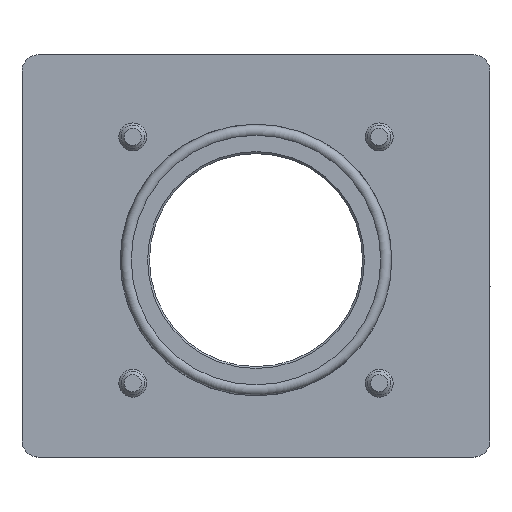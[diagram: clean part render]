
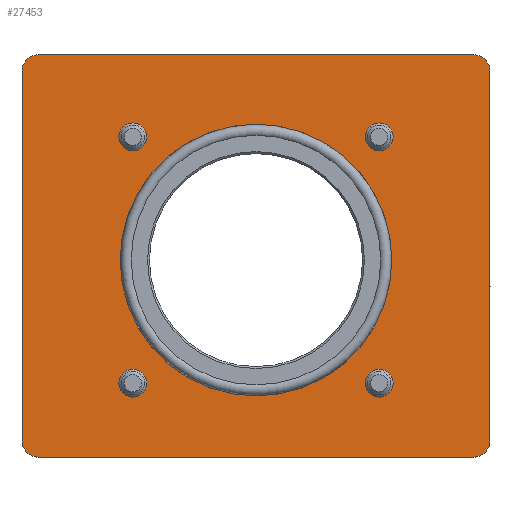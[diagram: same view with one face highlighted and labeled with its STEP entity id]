
A CAD part, top view. The second image highlights one B-rep face of the part: STEP entity #27453.
In plain terms, the highlighted planar face has unit normal (0, 0, 1).
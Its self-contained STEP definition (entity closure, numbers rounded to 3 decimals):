
#105 = FACE_BOUND ( 'NONE', #16535, .T. ) ;
#273 = DIRECTION ( 'NONE',  ( 1., 0., 0. ) ) ;
#1016 = EDGE_LOOP ( 'NONE', ( #9952 ) ) ;
#1199 = DIRECTION ( 'NONE',  ( 1., 0., 0. ) ) ;
#1324 = CIRCLE ( 'NONE', #5770, 2. ) ;
#1445 = VERTEX_POINT ( 'NONE', #9163 ) ;
#1645 = EDGE_CURVE ( 'NONE', #25604, #21357, #5573, .T. ) ;
#1785 = DIRECTION ( 'NONE',  ( 1., 0., 0. ) ) ;
#1925 = CARTESIAN_POINT ( 'NONE',  ( 15., -15., 5.5 ) ) ;
#2408 = DIRECTION ( 'NONE',  ( 1., 0., 0. ) ) ;
#2517 = PLANE ( 'NONE',  #11892 ) ;
#2678 = FACE_OUTER_BOUND ( 'NONE', #6943, .T. ) ;
#2780 = AXIS2_PLACEMENT_3D ( 'NONE', #31360, #4773, #18253 ) ;
#3240 = CARTESIAN_POINT ( 'NONE',  ( 16.7, -15., 5.5 ) ) ;
#3543 = CIRCLE ( 'NONE', #22895, 1.7 ) ;
#4067 = VECTOR ( 'NONE', #8084, 1000. ) ;
#4238 = LINE ( 'NONE', #17555, #19967 ) ;
#4595 = EDGE_CURVE ( 'NONE', #21357, #27498, #4238, .T. ) ;
#4773 = DIRECTION ( 'NONE',  ( 0., 0., 1. ) ) ;
#4972 = CARTESIAN_POINT ( 'NONE',  ( -28.5, 25., 5.5 ) ) ;
#5094 = ORIENTED_EDGE ( 'NONE', *, *, #17171, .T. ) ;
#5140 = FACE_BOUND ( 'NONE', #17355, .T. ) ;
#5297 = ORIENTED_EDGE ( 'NONE', *, *, #23850, .F. ) ;
#5342 = DIRECTION ( 'NONE',  ( 0., 0., 1. ) ) ;
#5573 = CIRCLE ( 'NONE', #31516, 2. ) ;
#5702 = VERTEX_POINT ( 'NONE', #27138 ) ;
#5770 = AXIS2_PLACEMENT_3D ( 'NONE', #8434, #32612, #8929 ) ;
#5948 = EDGE_CURVE ( 'NONE', #27498, #28662, #1324, .T. ) ;
#6090 = ORIENTED_EDGE ( 'NONE', *, *, #14141, .T. ) ;
#6137 = ORIENTED_EDGE ( 'NONE', *, *, #22432, .T. ) ;
#6448 = DIRECTION ( 'NONE',  ( 1., 0., 0. ) ) ;
#6466 = VERTEX_POINT ( 'NONE', #26635 ) ;
#6943 = EDGE_LOOP ( 'NONE', ( #24437, #21486, #8755, #9025, #5094, #10880, #28820, #20478 ) ) ;
#7780 = CIRCLE ( 'NONE', #2780, 16.55 ) ;
#8084 = DIRECTION ( 'NONE',  ( -1., 0., 0. ) ) ;
#8104 = CARTESIAN_POINT ( 'NONE',  ( 26.5, 23., 5.5 ) ) ;
#8245 = AXIS2_PLACEMENT_3D ( 'NONE', #9308, #15232, #20571 ) ;
#8434 = CARTESIAN_POINT ( 'NONE',  ( -26.5, -22., 5.5 ) ) ;
#8755 = ORIENTED_EDGE ( 'NONE', *, *, #4595, .T. ) ;
#8791 = VERTEX_POINT ( 'NONE', #3240 ) ;
#8792 = CIRCLE ( 'NONE', #9914, 2. ) ;
#8929 = DIRECTION ( 'NONE',  ( 1., 0., 0. ) ) ;
#8934 = AXIS2_PLACEMENT_3D ( 'NONE', #11267, #16799, #32850 ) ;
#9025 = ORIENTED_EDGE ( 'NONE', *, *, #5948, .T. ) ;
#9118 = VECTOR ( 'NONE', #2408, 1000. ) ;
#9163 = CARTESIAN_POINT ( 'NONE',  ( 28.5, -22., 5.5 ) ) ;
#9308 = CARTESIAN_POINT ( 'NONE',  ( -15., -15., 5.5 ) ) ;
#9359 = DIRECTION ( 'NONE',  ( 0., 1., 0. ) ) ;
#9411 = DIRECTION ( 'NONE',  ( 0., -1., 0. ) ) ;
#9467 = CARTESIAN_POINT ( 'NONE',  ( 16.55, 0., 5.5 ) ) ;
#9749 = EDGE_CURVE ( 'NONE', #6466, #17298, #8792, .T. ) ;
#9914 = AXIS2_PLACEMENT_3D ( 'NONE', #8104, #5342, #12959 ) ;
#9952 = ORIENTED_EDGE ( 'NONE', *, *, #31485, .T. ) ;
#10389 = AXIS2_PLACEMENT_3D ( 'NONE', #21527, #24808, #16868 ) ;
#10600 = CIRCLE ( 'NONE', #8934, 1.7 ) ;
#10880 = ORIENTED_EDGE ( 'NONE', *, *, #19509, .T. ) ;
#11267 = CARTESIAN_POINT ( 'NONE',  ( -15., 15., 5.5 ) ) ;
#11830 = EDGE_LOOP ( 'NONE', ( #6137 ) ) ;
#11862 = EDGE_CURVE ( 'NONE', #5702, #5702, #10600, .T. ) ;
#11888 = CARTESIAN_POINT ( 'NONE',  ( -26.5, 25., 5.5 ) ) ;
#11892 = AXIS2_PLACEMENT_3D ( 'NONE', #28516, #28667, #273 ) ;
#12692 = DIRECTION ( 'NONE',  ( 0., 0., 1. ) ) ;
#12959 = DIRECTION ( 'NONE',  ( 1., 0., 0. ) ) ;
#13703 = EDGE_CURVE ( 'NONE', #17298, #25604, #18124, .T. ) ;
#13987 = CARTESIAN_POINT ( 'NONE',  ( -28.5, 23., 5.5 ) ) ;
#14141 = EDGE_CURVE ( 'NONE', #8791, #8791, #3543, .T. ) ;
#14593 = VECTOR ( 'NONE', #9359, 1000. ) ;
#15232 = DIRECTION ( 'NONE',  ( 0., 0., -1. ) ) ;
#15602 = AXIS2_PLACEMENT_3D ( 'NONE', #16603, #19547, #1199 ) ;
#15921 = CIRCLE ( 'NONE', #10389, 2. ) ;
#16535 = EDGE_LOOP ( 'NONE', ( #5297 ) ) ;
#16603 = CARTESIAN_POINT ( 'NONE',  ( 15., 15., 5.5 ) ) ;
#16799 = DIRECTION ( 'NONE',  ( 0., 0., -1. ) ) ;
#16868 = DIRECTION ( 'NONE',  ( 1., 0., 0. ) ) ;
#17171 = EDGE_CURVE ( 'NONE', #28662, #27962, #26123, .T. ) ;
#17298 = VERTEX_POINT ( 'NONE', #33657 ) ;
#17355 = EDGE_LOOP ( 'NONE', ( #32746 ) ) ;
#17555 = CARTESIAN_POINT ( 'NONE',  ( -28.5, 25., 5.5 ) ) ;
#17798 = CARTESIAN_POINT ( 'NONE',  ( 16.7, 15., 5.5 ) ) ;
#18124 = LINE ( 'NONE', #4972, #4067 ) ;
#18253 = DIRECTION ( 'NONE',  ( 1., 0., 0. ) ) ;
#18297 = FACE_BOUND ( 'NONE', #1016, .T. ) ;
#19509 = EDGE_CURVE ( 'NONE', #27962, #1445, #15921, .T. ) ;
#19547 = DIRECTION ( 'NONE',  ( 0., 0., -1. ) ) ;
#19619 = CARTESIAN_POINT ( 'NONE',  ( -26.5, -24., 5.5 ) ) ;
#19967 = VECTOR ( 'NONE', #9411, 1000. ) ;
#20024 = CARTESIAN_POINT ( 'NONE',  ( -13.3, -15., 5.5 ) ) ;
#20478 = ORIENTED_EDGE ( 'NONE', *, *, #9749, .T. ) ;
#20571 = DIRECTION ( 'NONE',  ( 1., 0., 0. ) ) ;
#20689 = CARTESIAN_POINT ( 'NONE',  ( -26.5, 23., 5.5 ) ) ;
#20715 = FACE_BOUND ( 'NONE', #11830, .T. ) ;
#21357 = VERTEX_POINT ( 'NONE', #13987 ) ;
#21486 = ORIENTED_EDGE ( 'NONE', *, *, #1645, .T. ) ;
#21527 = CARTESIAN_POINT ( 'NONE',  ( 26.5, -22., 5.5 ) ) ;
#22432 = EDGE_CURVE ( 'NONE', #25040, #25040, #23145, .T. ) ;
#22480 = DIRECTION ( 'NONE',  ( 0., 0., -1. ) ) ;
#22496 = LINE ( 'NONE', #33037, #14593 ) ;
#22895 = AXIS2_PLACEMENT_3D ( 'NONE', #1925, #22480, #6448 ) ;
#23145 = CIRCLE ( 'NONE', #8245, 1.7 ) ;
#23803 = CARTESIAN_POINT ( 'NONE',  ( -28.5, -22., 5.5 ) ) ;
#23850 = EDGE_CURVE ( 'NONE', #30237, #30237, #7780, .T. ) ;
#23870 = CIRCLE ( 'NONE', #15602, 1.7 ) ;
#24018 = CARTESIAN_POINT ( 'NONE',  ( 26.5, -24., 5.5 ) ) ;
#24024 = CARTESIAN_POINT ( 'NONE',  ( -28.5, -24., 5.5 ) ) ;
#24437 = ORIENTED_EDGE ( 'NONE', *, *, #13703, .T. ) ;
#24808 = DIRECTION ( 'NONE',  ( 0., 0., 1. ) ) ;
#25040 = VERTEX_POINT ( 'NONE', #20024 ) ;
#25604 = VERTEX_POINT ( 'NONE', #11888 ) ;
#26123 = LINE ( 'NONE', #24024, #9118 ) ;
#26635 = CARTESIAN_POINT ( 'NONE',  ( 28.5, 23., 5.5 ) ) ;
#26886 = EDGE_CURVE ( 'NONE', #1445, #6466, #22496, .T. ) ;
#27138 = CARTESIAN_POINT ( 'NONE',  ( -13.3, 15., 5.5 ) ) ;
#27453 = ADVANCED_FACE ( 'NONE', ( #105, #18297, #5140, #20715, #31243, #2678 ), #2517, .T. ) ;
#27498 = VERTEX_POINT ( 'NONE', #23803 ) ;
#27962 = VERTEX_POINT ( 'NONE', #24018 ) ;
#28516 = CARTESIAN_POINT ( 'NONE',  ( 0., 0., 5.5 ) ) ;
#28662 = VERTEX_POINT ( 'NONE', #19619 ) ;
#28667 = DIRECTION ( 'NONE',  ( 0., 0., 1. ) ) ;
#28820 = ORIENTED_EDGE ( 'NONE', *, *, #26886, .T. ) ;
#30237 = VERTEX_POINT ( 'NONE', #9467 ) ;
#31243 = FACE_BOUND ( 'NONE', #31281, .T. ) ;
#31281 = EDGE_LOOP ( 'NONE', ( #6090 ) ) ;
#31360 = CARTESIAN_POINT ( 'NONE',  ( 0., 0., 5.5 ) ) ;
#31485 = EDGE_CURVE ( 'NONE', #31598, #31598, #23870, .T. ) ;
#31516 = AXIS2_PLACEMENT_3D ( 'NONE', #20689, #12692, #1785 ) ;
#31598 = VERTEX_POINT ( 'NONE', #17798 ) ;
#32612 = DIRECTION ( 'NONE',  ( 0., 0., 1. ) ) ;
#32746 = ORIENTED_EDGE ( 'NONE', *, *, #11862, .T. ) ;
#32850 = DIRECTION ( 'NONE',  ( 1., 0., 0. ) ) ;
#33037 = CARTESIAN_POINT ( 'NONE',  ( 28.5, 25., 5.5 ) ) ;
#33657 = CARTESIAN_POINT ( 'NONE',  ( 26.5, 25., 5.5 ) ) ;
